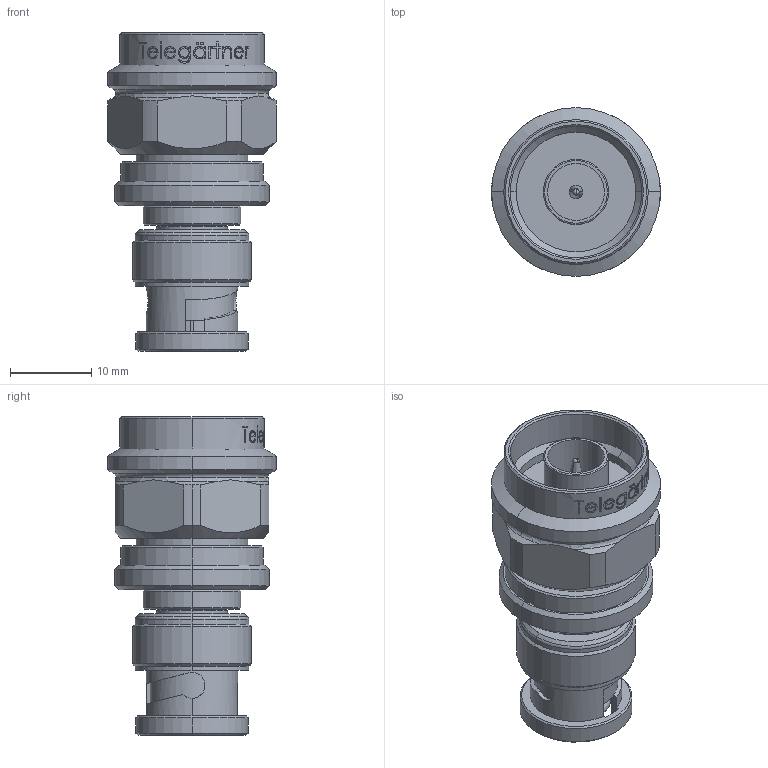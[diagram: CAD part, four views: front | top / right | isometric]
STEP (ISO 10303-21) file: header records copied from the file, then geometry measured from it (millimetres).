
FILE_DESCRIPTION (( 'STEP AP214' ), '1' );
FILE_NAME ('J01008A0090.STEP', '2019-07-04T09:34:17', ( '' ), ( '' ), 'SwSTEP 2.0', 'SolidWorks 2018', '' );
FILE_SCHEMA (( 'AUTOMOTIVE_DESIGN' ));
Length unit declared in the file: millimetre
Products named in the file (1): J01008A0090
Bounding box: 20.8 x 20.8 x 39.27 mm (x, y, z)
Volume: 6894.9 mm3; surface area: 4013.5 mm2
Topology: 1 solids, 1 shells, 356 faces, 895 edges, 577 vertices
Faces by surface type: plane 109, cylinder 89, bspline 83, cone 59, torus 14, sphere 2
Entity records: 22637 total; most frequent: CARTESIAN_POINT 10960, ORIENTED_EDGE 1790, DIRECTION 1350, EDGE_CURVE 895, VERTEX_POINT 577, AXIS2_PLACEMENT_3D 528, EDGE_LOOP 396, ADVANCED_FACE 356
